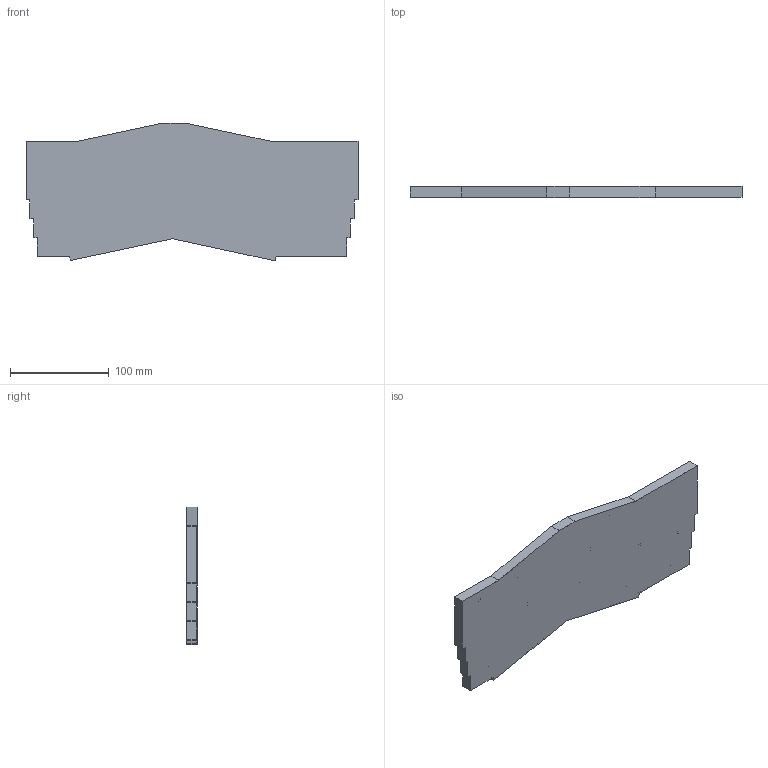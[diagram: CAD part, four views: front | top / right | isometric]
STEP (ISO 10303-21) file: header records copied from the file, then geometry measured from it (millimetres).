
FILE_DESCRIPTION(/* description */ (''),/* implementation_level */ '2;1');
FILE_NAME(/* name */ 'MilledCase.step',/* time_stamp */ '2021-04-10T22:37:43-05:00',/* author */ (''),/* organization */ (''),/* preprocessor_version */ 'ST-DEVELOPER v18.1',/* originating_system */ 'Autodesk Translation Framework v10.6.0.1341',/* authorisation */ '');
FILE_SCHEMA (('AUTOMOTIVE_DESIGN { 1 0 10303 214 3 1 1 }'));
Length unit declared in the file: millimetre
Products named in the file (1): FusionComponent
Bounding box: 335.37 x 11 x 139.17 mm (x, y, z)
Volume: 49364.8 mm3; surface area: 98464.7 mm2
Topology: 1 solids, 1 shells, 109 faces, 262 edges, 170 vertices
Faces by surface type: plane 67, cylinder 28, cone 14
Full cylindrical faces by diameter (mm): 2.075 x14, 4 x14
Entity records: 3103 total; most frequent: CARTESIAN_POINT 528, DIRECTION 524, ORIENTED_EDGE 496, EDGE_CURVE 248, LINE 192, VECTOR 192, VERTEX_POINT 170, AXIS2_PLACEMENT_3D 166
